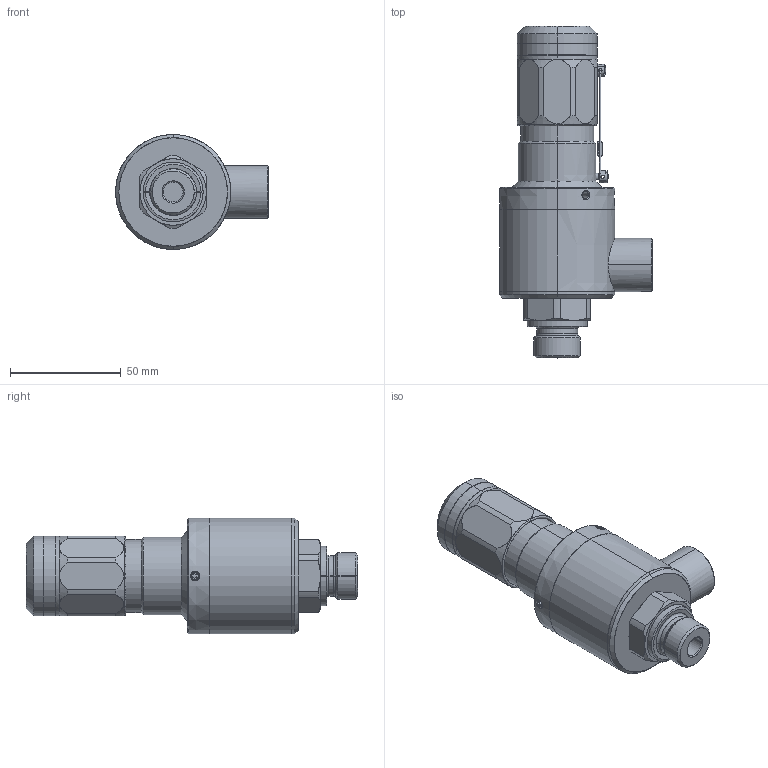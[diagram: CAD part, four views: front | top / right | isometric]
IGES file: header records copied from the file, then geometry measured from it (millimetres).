
Start section: SolidWorks IGES file using analytic representation for surfaces
Global section: file name: 492tGO-15-m+f-15+15 MD C.IGS; native system: SolidWorks 2016; preprocessor: SolidWorks 2016; author: Stavrianos; date: 170621.110731; units: millimetre
Bounding box: 69 x 149.85 x 52 mm (x, y, z)
Surface area: 34210.5 mm2 (no closed solid volume)
Topology: 0 solids, 0 shells, 230 faces, 3800 edges, 3800 vertices
Faces by surface type: revolution 144, bspline 86
